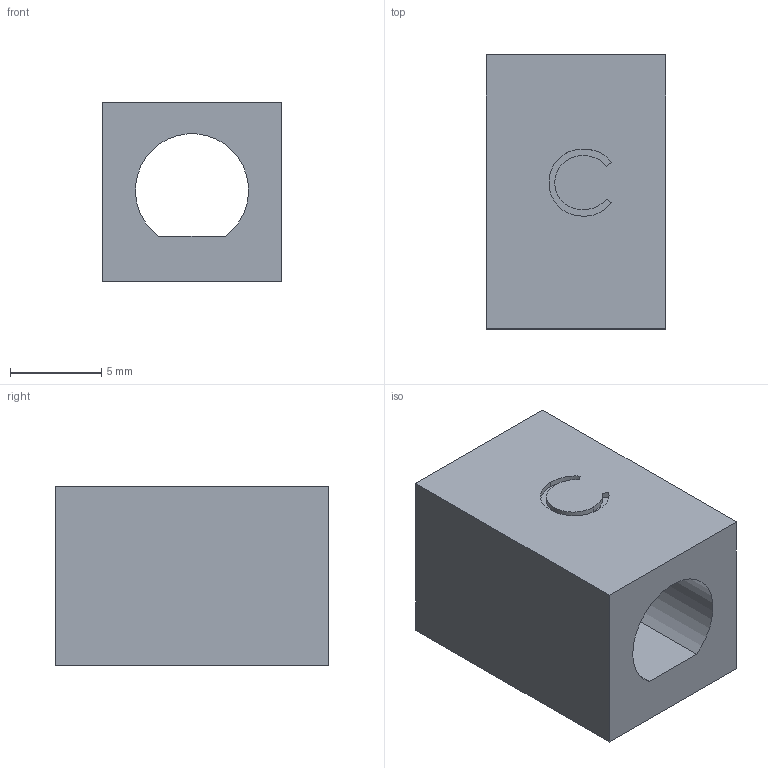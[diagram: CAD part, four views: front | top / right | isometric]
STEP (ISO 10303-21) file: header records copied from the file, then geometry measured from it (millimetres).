
FILE_DESCRIPTION (( 'STEP AP214' ), '1' );
FILE_NAME ('d_shaft_test_D.STEP', '2024-05-13T20:23:08', ( '' ), ( '' ), 'SwSTEP 2.0', 'SolidWorks 2023', '' );
FILE_SCHEMA (( 'AUTOMOTIVE_DESIGN' ));
Length unit declared in the file: millimetre
Products named in the file (1): d_shaft_test_D
Bounding box: 9.84 x 15 x 9.84 mm (x, y, z)
Volume: 1021.5 mm3; surface area: 1020.5 mm2
Topology: 1 solids, 1 shells, 20 faces, 51 edges, 34 vertices
Faces by surface type: plane 10, bspline 9, cylinder 1
Entity records: 1170 total; most frequent: CARTESIAN_POINT 715, ORIENTED_EDGE 102, DIRECTION 59, EDGE_CURVE 51, VERTEX_POINT 34, VECTOR 31, LINE 31, EDGE_LOOP 23
